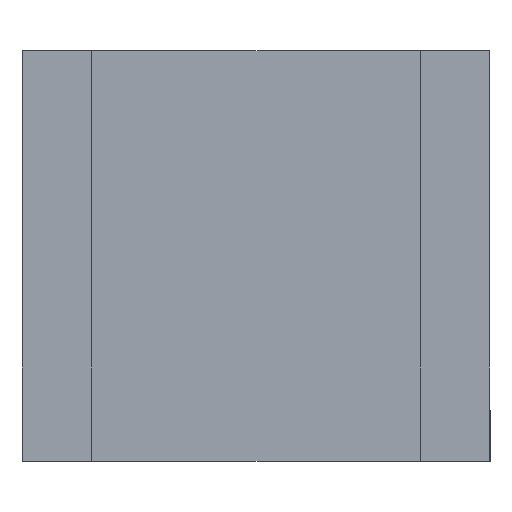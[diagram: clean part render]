
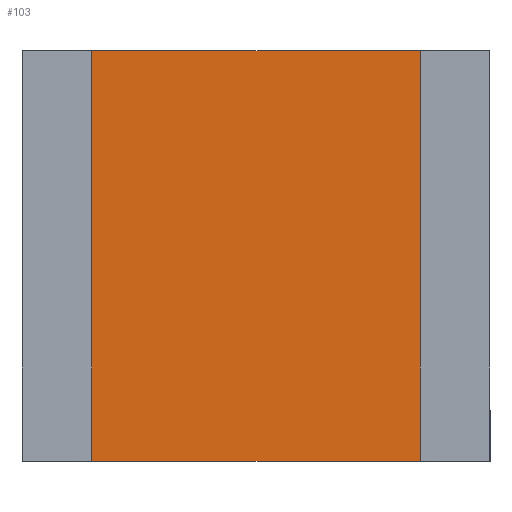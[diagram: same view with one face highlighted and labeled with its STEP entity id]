
A CAD part, top view. The second image highlights one B-rep face of the part: STEP entity #103.
In plain terms, the highlighted planar face has unit normal (0, 0, 1).
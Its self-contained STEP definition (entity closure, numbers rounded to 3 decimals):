
#103 = ADVANCED_FACE( '', ( #174 ), #175, .T. );
#174 = FACE_OUTER_BOUND( '', #224, .T. );
#175 = PLANE( '', #225 );
#224 = EDGE_LOOP( '', ( #302, #303, #304, #305 ) );
#225 = AXIS2_PLACEMENT_3D( '', #306, #307, #308 );
#302 = ORIENTED_EDGE( '', *, *, #357, .F. );
#303 = ORIENTED_EDGE( '', *, *, #347, .F. );
#304 = ORIENTED_EDGE( '', *, *, #350, .T. );
#305 = ORIENTED_EDGE( '', *, *, #362, .T. );
#306 = CARTESIAN_POINT( '', ( -2., -2.5, 1. ) );
#307 = DIRECTION( '', ( 0., 0., 1. ) );
#308 = DIRECTION( '', ( 1., 0., 0. ) );
#347 = EDGE_CURVE( '', #391, #389, #393, .T. );
#350 = EDGE_CURVE( '', #391, #395, #397, .T. );
#357 = EDGE_CURVE( '', #389, #405, #407, .T. );
#362 = EDGE_CURVE( '', #395, #405, #413, .T. );
#389 = VERTEX_POINT( '', #449 );
#391 = VERTEX_POINT( '', #452 );
#393 = LINE( '', #455, #456 );
#395 = VERTEX_POINT( '', #458 );
#397 = LINE( '', #461, #462 );
#405 = VERTEX_POINT( '', #473 );
#407 = LINE( '', #476, #477 );
#413 = LINE( '', #485, #486 );
#449 = CARTESIAN_POINT( '', ( -2., 2.5, 1. ) );
#452 = CARTESIAN_POINT( '', ( -2., -2.5, 1. ) );
#455 = CARTESIAN_POINT( '', ( -2., -2.5, 1. ) );
#456 = VECTOR( '', #508, 1000. );
#458 = CARTESIAN_POINT( '', ( 2., -2.5, 1. ) );
#461 = CARTESIAN_POINT( '', ( -2., -2.5, 1. ) );
#462 = VECTOR( '', #510, 1000. );
#473 = CARTESIAN_POINT( '', ( 2., 2.5, 1. ) );
#476 = CARTESIAN_POINT( '', ( -2., 2.5, 1. ) );
#477 = VECTOR( '', #515, 1000. );
#485 = CARTESIAN_POINT( '', ( 2., -2.5, 1. ) );
#486 = VECTOR( '', #518, 1000. );
#508 = DIRECTION( '', ( 0., 1., 0. ) );
#510 = DIRECTION( '', ( 1., 0., 0. ) );
#515 = DIRECTION( '', ( 1., 0., 0. ) );
#518 = DIRECTION( '', ( 0., 1., 0. ) );
